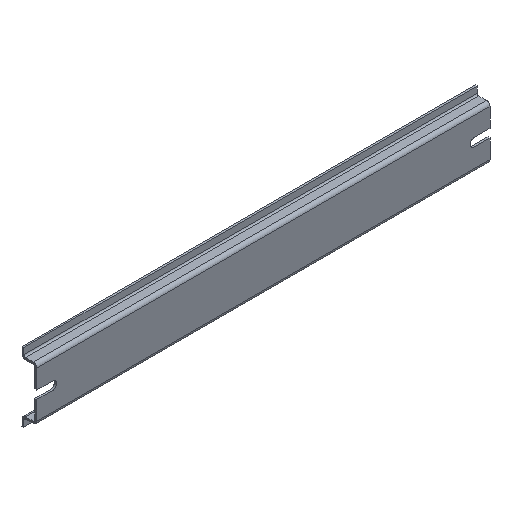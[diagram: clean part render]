
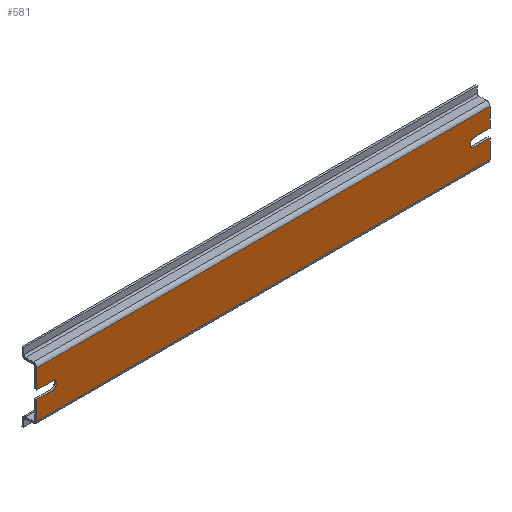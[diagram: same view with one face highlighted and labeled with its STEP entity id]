
A CAD part, isometric view. The second image highlights one B-rep face of the part: STEP entity #581.
In plain terms, the highlighted planar face has unit normal (0, -1, 0).
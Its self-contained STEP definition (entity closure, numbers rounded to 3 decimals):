
#29=PLANE('',#633);
#55=FACE_OUTER_BOUND('',#85,.T.);
#85=EDGE_LOOP('',(#503,#504,#505,#506,#507,#508,#509,#510,#511,#512,#513,
#514));
#98=LINE('',#823,#162);
#102=LINE('',#830,#166);
#105=LINE('',#838,#169);
#109=LINE('',#847,#173);
#111=LINE('',#854,#175);
#128=LINE('',#902,#192);
#129=LINE('',#905,#193);
#140=LINE('',#942,#204);
#149=LINE('',#960,#213);
#150=LINE('',#962,#214);
#162=VECTOR('',#656,7.9);
#166=VECTOR('',#662,7.9);
#169=VECTOR('',#667,7.9);
#173=VECTOR('',#673,7.9);
#175=VECTOR('',#683,9.6);
#192=VECTOR('',#720,9.6);
#193=VECTOR('',#723,9.6);
#204=VECTOR('',#752,9.6);
#213=VECTOR('',#779,230.);
#214=VECTOR('',#782,230.);
#224=CIRCLE('',#595,2.1);
#226=CIRCLE('',#602,2.1);
#245=VERTEX_POINT('',#814);
#246=VERTEX_POINT('',#816);
#248=VERTEX_POINT('',#822);
#250=VERTEX_POINT('',#828);
#253=VERTEX_POINT('',#835);
#254=VERTEX_POINT('',#837);
#257=VERTEX_POINT('',#844);
#258=VERTEX_POINT('',#846);
#259=VERTEX_POINT('',#853);
#280=VERTEX_POINT('',#900);
#281=VERTEX_POINT('',#904);
#298=VERTEX_POINT('',#940);
#301=EDGE_CURVE('',#246,#245,#224,.T.);
#304=EDGE_CURVE('',#248,#246,#98,.T.);
#308=EDGE_CURVE('',#245,#250,#102,.T.);
#311=EDGE_CURVE('',#254,#253,#105,.T.);
#315=EDGE_CURVE('',#258,#257,#109,.T.);
#318=EDGE_CURVE('',#253,#258,#226,.T.);
#319=EDGE_CURVE('',#259,#248,#111,.T.);
#344=EDGE_CURVE('',#257,#280,#128,.T.);
#345=EDGE_CURVE('',#281,#254,#129,.T.);
#364=EDGE_CURVE('',#250,#298,#140,.T.);
#373=EDGE_CURVE('',#259,#280,#149,.T.);
#374=EDGE_CURVE('',#298,#281,#150,.T.);
#503=ORIENTED_EDGE('',*,*,#308,.T.);
#504=ORIENTED_EDGE('',*,*,#364,.T.);
#505=ORIENTED_EDGE('',*,*,#374,.T.);
#506=ORIENTED_EDGE('',*,*,#345,.T.);
#507=ORIENTED_EDGE('',*,*,#311,.T.);
#508=ORIENTED_EDGE('',*,*,#318,.T.);
#509=ORIENTED_EDGE('',*,*,#315,.T.);
#510=ORIENTED_EDGE('',*,*,#344,.T.);
#511=ORIENTED_EDGE('',*,*,#373,.F.);
#512=ORIENTED_EDGE('',*,*,#319,.T.);
#513=ORIENTED_EDGE('',*,*,#304,.T.);
#514=ORIENTED_EDGE('',*,*,#301,.T.);
#581=ADVANCED_FACE('',(#55),#29,.T.);
#595=AXIS2_PLACEMENT_3D('',#817,#650,#651);
#602=AXIS2_PLACEMENT_3D('',#851,#679,#680);
#633=AXIS2_PLACEMENT_3D('',#961,#780,#781);
#650=DIRECTION('center_axis',(0.,1.,0.));
#651=DIRECTION('ref_axis',(0.,0.,1.));
#656=DIRECTION('',(1.,0.,0.));
#662=DIRECTION('',(-1.,0.,0.));
#667=DIRECTION('',(-1.,0.,0.));
#673=DIRECTION('',(1.,0.,0.));
#679=DIRECTION('center_axis',(0.,1.,0.));
#680=DIRECTION('ref_axis',(0.,0.,-1.));
#683=DIRECTION('',(0.,0.,-1.));
#720=DIRECTION('',(0.,0.,1.));
#723=DIRECTION('',(0.,0.,1.));
#752=DIRECTION('',(0.,0.,-1.));
#779=DIRECTION('',(1.,0.,0.));
#780=DIRECTION('center_axis',(0.,-1.,0.));
#781=DIRECTION('ref_axis',(0.,0.,-1.));
#782=DIRECTION('',(1.,0.,0.));
#814=CARTESIAN_POINT('',(6.953,1.544,38.2));
#816=CARTESIAN_POINT('',(6.953,1.544,42.4));
#817=CARTESIAN_POINT('Origin',(6.953,1.544,40.3));
#822=CARTESIAN_POINT('',(-0.947,1.544,42.4));
#823=CARTESIAN_POINT('',(18.003,1.544,42.4));
#828=CARTESIAN_POINT('',(-0.947,1.544,38.2));
#830=CARTESIAN_POINT('',(14.053,1.544,38.2));
#835=CARTESIAN_POINT('',(221.153,1.544,38.2));
#837=CARTESIAN_POINT('',(229.053,1.544,38.2));
#838=CARTESIAN_POINT('',(125.103,1.544,38.2));
#844=CARTESIAN_POINT('',(229.053,1.544,42.4));
#846=CARTESIAN_POINT('',(221.153,1.544,42.4));
#847=CARTESIAN_POINT('',(129.053,1.544,42.4));
#851=CARTESIAN_POINT('Origin',(221.153,1.544,40.3));
#853=CARTESIAN_POINT('',(-0.947,1.544,52.));
#854=CARTESIAN_POINT('',(-0.947,1.544,34.45));
#900=CARTESIAN_POINT('',(229.053,1.544,52.));
#902=CARTESIAN_POINT('',(229.053,1.544,40.3));
#904=CARTESIAN_POINT('',(229.053,1.544,28.6));
#905=CARTESIAN_POINT('',(229.053,1.544,40.3));
#940=CARTESIAN_POINT('',(-0.947,1.544,28.6));
#942=CARTESIAN_POINT('',(-0.947,1.544,34.45));
#960=CARTESIAN_POINT('',(29.053,1.544,52.));
#961=CARTESIAN_POINT('Origin',(29.053,1.544,28.6));
#962=CARTESIAN_POINT('',(29.053,1.544,28.6));
